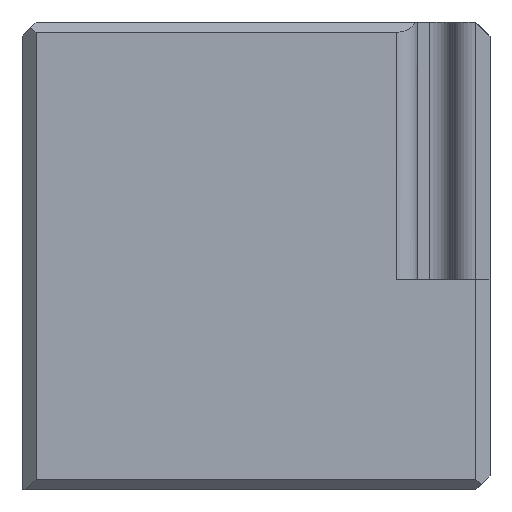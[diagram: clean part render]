
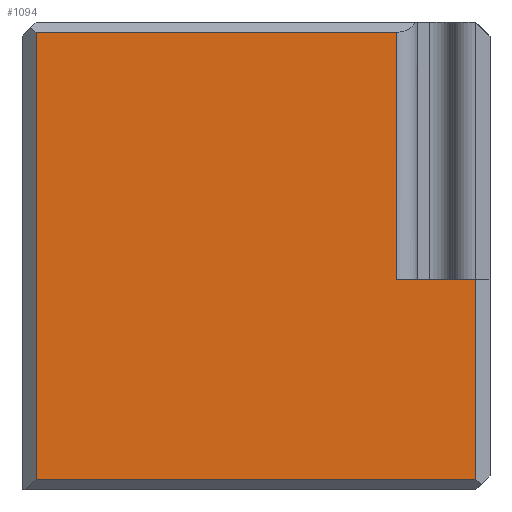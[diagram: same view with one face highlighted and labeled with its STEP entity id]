
A CAD part, front view. The second image highlights one B-rep face of the part: STEP entity #1094.
In plain terms, the highlighted planar face has unit normal (0, -1, 0).
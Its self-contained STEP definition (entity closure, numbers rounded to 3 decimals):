
#37=PLANE('',#1174);
#88=FACE_OUTER_BOUND('',#150,.T.);
#150=EDGE_LOOP('',(#872,#873,#874,#875,#876,#877));
#248=LINE('',#1643,#391);
#262=LINE('',#1670,#405);
#266=LINE('',#1679,#409);
#267=LINE('',#1682,#410);
#268=LINE('',#1684,#411);
#269=LINE('',#1685,#412);
#391=VECTOR('',#1315,10.);
#405=VECTOR('',#1337,10.);
#409=VECTOR('',#1347,10.);
#410=VECTOR('',#1350,10.);
#411=VECTOR('',#1351,10.);
#412=VECTOR('',#1352,10.);
#548=VERTEX_POINT('',#1640);
#549=VERTEX_POINT('',#1642);
#557=VERTEX_POINT('',#1667);
#558=VERTEX_POINT('',#1669);
#561=VERTEX_POINT('',#1681);
#562=VERTEX_POINT('',#1683);
#661=EDGE_CURVE('',#548,#549,#248,.T.);
#675=EDGE_CURVE('',#557,#558,#262,.T.);
#680=EDGE_CURVE('',#558,#548,#266,.T.);
#681=EDGE_CURVE('',#557,#561,#267,.T.);
#682=EDGE_CURVE('',#561,#562,#268,.T.);
#683=EDGE_CURVE('',#562,#549,#269,.T.);
#872=ORIENTED_EDGE('',*,*,#661,.F.);
#873=ORIENTED_EDGE('',*,*,#680,.F.);
#874=ORIENTED_EDGE('',*,*,#675,.F.);
#875=ORIENTED_EDGE('',*,*,#681,.T.);
#876=ORIENTED_EDGE('',*,*,#682,.T.);
#877=ORIENTED_EDGE('',*,*,#683,.T.);
#1094=ADVANCED_FACE('',(#88),#37,.T.);
#1174=AXIS2_PLACEMENT_3D('',#1680,#1348,#1349);
#1315=DIRECTION('',(0.,0.,1.));
#1337=DIRECTION('',(0.,0.,-1.));
#1347=DIRECTION('',(-1.,0.,0.));
#1348=DIRECTION('center_axis',(0.,-1.,0.));
#1349=DIRECTION('ref_axis',(0.,0.,1.));
#1350=DIRECTION('',(-1.,0.,0.));
#1351=DIRECTION('',(0.,0.,1.));
#1352=DIRECTION('',(-1.,0.,0.));
#1640=CARTESIAN_POINT('',(2.4,15.4,-12.659));
#1642=CARTESIAN_POINT('',(2.4,15.4,6.459));
#1643=CARTESIAN_POINT('',(2.4,15.4,-7.879));
#1667=CARTESIAN_POINT('',(21.2,15.4,-4.1));
#1669=CARTESIAN_POINT('',(21.2,15.4,-12.659));
#1670=CARTESIAN_POINT('',(21.2,15.4,-7.879));
#1679=CARTESIAN_POINT('',(21.8,15.4,-12.659));
#1680=CARTESIAN_POINT('Origin',(21.8,15.4,-12.659));
#1681=CARTESIAN_POINT('',(17.8,15.4,-4.1));
#1682=CARTESIAN_POINT('',(17.8,15.4,-4.1));
#1683=CARTESIAN_POINT('',(17.8,15.4,6.459));
#1684=CARTESIAN_POINT('',(17.8,15.4,5.8));
#1685=CARTESIAN_POINT('',(21.8,15.4,6.459));
